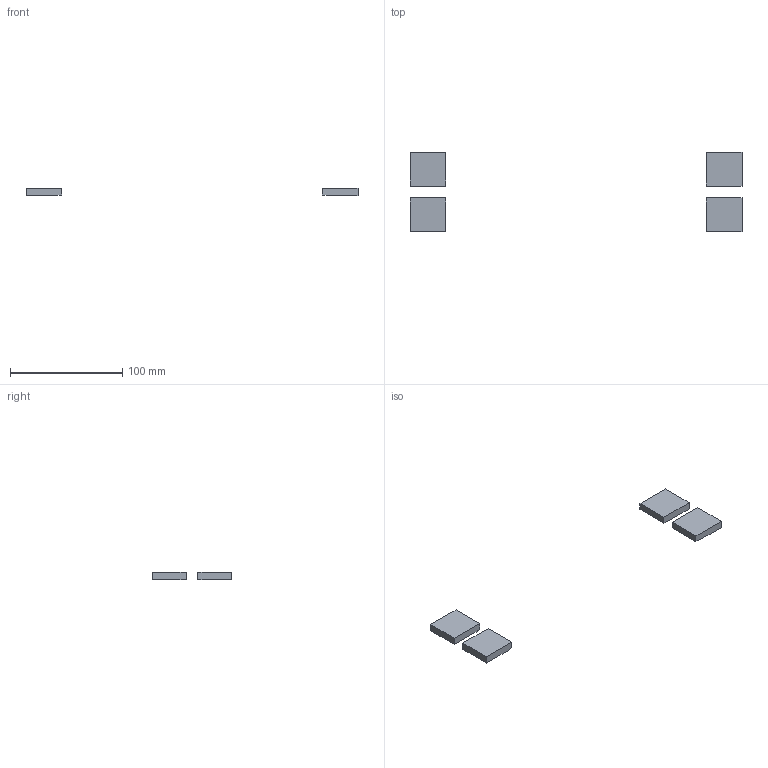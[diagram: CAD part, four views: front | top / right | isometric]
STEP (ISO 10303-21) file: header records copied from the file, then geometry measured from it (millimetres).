
FILE_DESCRIPTION(('FreeCAD Model'),'2;1');
FILE_NAME('Open CASCADE Shape Model','2023-03-27T21:28:25',(''),(''), 'Open CASCADE STEP processor 7.6','FreeCAD','Unknown');
FILE_SCHEMA(('AUTOMOTIVE_DESIGN { 1 0 10303 214 1 1 1 1 }'));
Length unit declared in the file: millimetre
Products named in the file (5): Four_Expansion_Cards; Expansion card 1; Expansion card 2; Expansion card 3; Expansion card 4
Assembly tree (4 placements, depth 2):
  Four_Expansion_Cards
    Expansion card 1
    Expansion card 2
    Expansion card 3
    Expansion card 4
Bounding box: 296 x 70.59 x 6.8 mm (x, y, z)
Volume: 25860 mm3; surface area: 11036 mm2
Topology: 4 solids, 4 shells, 32 faces, 72 edges, 48 vertices
Faces by surface type: plane 32
Entity records: 1930 total; most frequent: CARTESIAN_POINT 301, DIRECTION 290, LINE 216, VECTOR 216, ORIENTED_EDGE 144, PCURVE 144, DEFINITIONAL_REPRESENTATION 144, EDGE_CURVE 72
